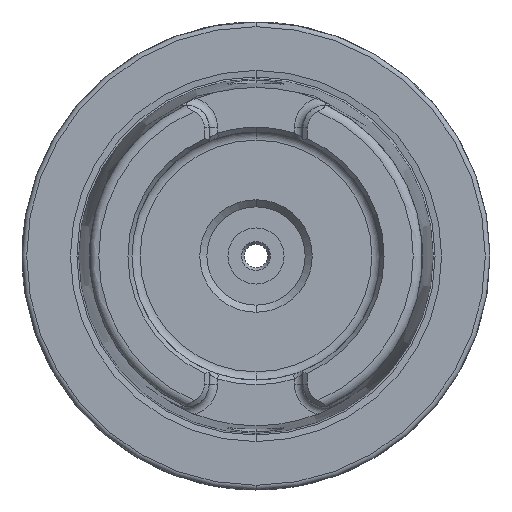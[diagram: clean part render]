
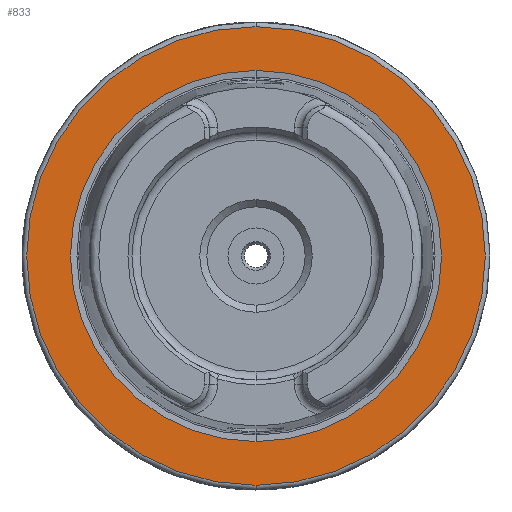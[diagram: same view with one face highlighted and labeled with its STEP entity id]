
A CAD part, left-side view. The second image highlights one B-rep face of the part: STEP entity #833.
In plain terms, the highlighted planar face has unit normal (-1, 0, 0).
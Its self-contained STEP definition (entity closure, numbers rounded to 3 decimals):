
#96 = ORIENTED_EDGE ( 'NONE', *, *, #5358, .T. ) ;
#300 = DIRECTION ( 'NONE',  ( 0., 0., 1. ) ) ;
#337 = FACE_BOUND ( 'NONE', #6535, .T. ) ;
#550 = DIRECTION ( 'NONE',  ( 1., 0., 0. ) ) ;
#646 = VERTEX_POINT ( 'NONE', #3872 ) ;
#663 = CARTESIAN_POINT ( 'NONE',  ( 0., 0., -49. ) ) ;
#741 = VERTEX_POINT ( 'NONE', #2819 ) ;
#833 = ADVANCED_FACE ( 'NONE', ( #337, #2120 ), #5598, .T. ) ;
#927 = CARTESIAN_POINT ( 'NONE',  ( 0., 0., 0. ) ) ;
#979 = ORIENTED_EDGE ( 'NONE', *, *, #1412, .F. ) ;
#1412 = EDGE_CURVE ( 'NONE', #3232, #2493, #6505, .T. ) ;
#1469 = DIRECTION ( 'NONE',  ( 0., 0., -1. ) ) ;
#1524 = DIRECTION ( 'NONE',  ( 0., 0., -1. ) ) ;
#1881 = ORIENTED_EDGE ( 'NONE', *, *, #3109, .T. ) ;
#1988 = EDGE_LOOP ( 'NONE', ( #3136, #979 ) ) ;
#1992 = DIRECTION ( 'NONE',  ( 1., 0., 0. ) ) ;
#2095 = AXIS2_PLACEMENT_3D ( 'NONE', #2257, #550, #4619 ) ;
#2120 = FACE_OUTER_BOUND ( 'NONE', #1988, .T. ) ;
#2257 = CARTESIAN_POINT ( 'NONE',  ( 0., 0., 0. ) ) ;
#2277 = CARTESIAN_POINT ( 'NONE',  ( 0., 0., 0. ) ) ;
#2376 = AXIS2_PLACEMENT_3D ( 'NONE', #927, #3285, #1469 ) ;
#2493 = VERTEX_POINT ( 'NONE', #663 ) ;
#2632 = EDGE_CURVE ( 'NONE', #2493, #3232, #7279, .T. ) ;
#2722 = CARTESIAN_POINT ( 'NONE',  ( 0., 0., 0. ) ) ;
#2782 = DIRECTION ( 'NONE',  ( 1., 0., 0. ) ) ;
#2819 = CARTESIAN_POINT ( 'NONE',  ( 0., 0., 39.647 ) ) ;
#3109 = EDGE_CURVE ( 'NONE', #646, #741, #3361, .T. ) ;
#3136 = ORIENTED_EDGE ( 'NONE', *, *, #2632, .F. ) ;
#3232 = VERTEX_POINT ( 'NONE', #6534 ) ;
#3285 = DIRECTION ( 'NONE',  ( 1., 0., 0. ) ) ;
#3361 = CIRCLE ( 'NONE', #4605, 39.647 ) ;
#3872 = CARTESIAN_POINT ( 'NONE',  ( 0., 0., -39.647 ) ) ;
#4434 = AXIS2_PLACEMENT_3D ( 'NONE', #4476, #5555, #300 ) ;
#4476 = CARTESIAN_POINT ( 'NONE',  ( 0., 39.647, 0. ) ) ;
#4605 = AXIS2_PLACEMENT_3D ( 'NONE', #2277, #2782, #6966 ) ;
#4619 = DIRECTION ( 'NONE',  ( 0., 0., -1. ) ) ;
#4946 = CIRCLE ( 'NONE', #5811, 39.647 ) ;
#5358 = EDGE_CURVE ( 'NONE', #741, #646, #4946, .T. ) ;
#5555 = DIRECTION ( 'NONE',  ( -1., 0., 0. ) ) ;
#5598 = PLANE ( 'NONE',  #4434 ) ;
#5811 = AXIS2_PLACEMENT_3D ( 'NONE', #2722, #1992, #1524 ) ;
#6505 = CIRCLE ( 'NONE', #2095, 49. ) ;
#6534 = CARTESIAN_POINT ( 'NONE',  ( 0., 0., 49. ) ) ;
#6535 = EDGE_LOOP ( 'NONE', ( #96, #1881 ) ) ;
#6966 = DIRECTION ( 'NONE',  ( 0., 0., -1. ) ) ;
#7279 = CIRCLE ( 'NONE', #2376, 49. ) ;
